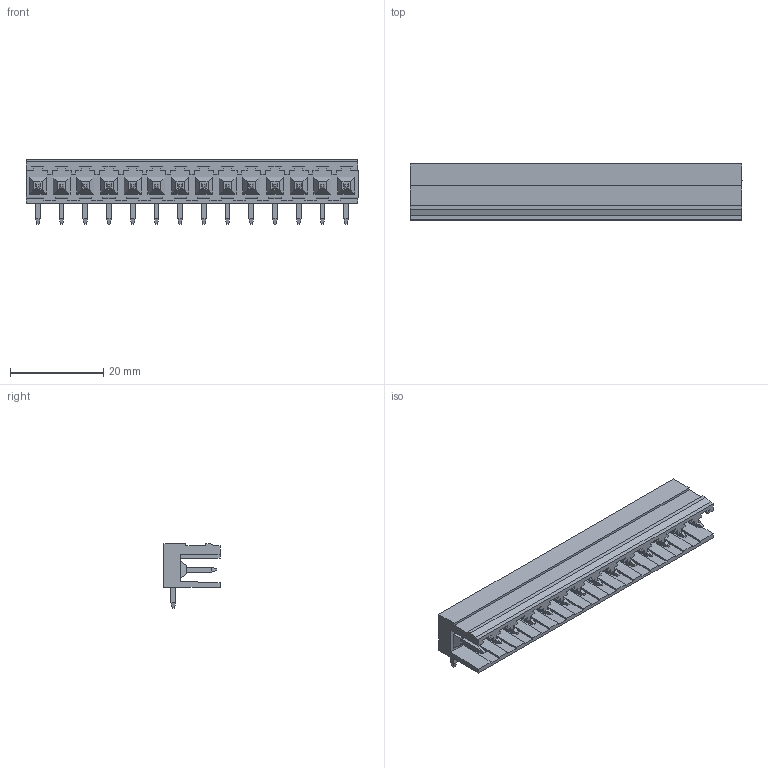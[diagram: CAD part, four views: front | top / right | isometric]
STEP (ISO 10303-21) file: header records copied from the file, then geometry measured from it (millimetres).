
FILE_DESCRIPTION(('CATIA V5 STEP Exchange','CAx-IF Rec.Pracs.--- Model Styling and Organization---1.4--- 2014-01-23'),'2;1');
FILE_NAME ('D1486225_0_1348060000_1348060000.stp','2021-05-11T12:39:42+00:00',('none'),('Weidmueller'),'CATIA Version 5-6 Release 2016 SP3 HF44','CATIA V5 STEP AP214','none');
FILE_SCHEMA(('AUTOMOTIVE_DESIGN { 1 0 10303 214 1 1 1 1 }'));
Length unit declared in the file: millimetre
Products named in the file (1): 1348060000
Bounding box: 71.12 x 12 x 13.9 mm (x, y, z)
Volume: 3009.1 mm3; surface area: 6547.4 mm2
Topology: 15 solids, 15 shells, 698 faces, 1926 edges, 1272 vertices
Faces by surface type: plane 642, cylinder 56
Entity records: 21409 total; most frequent: ORIENTED_EDGE 3852, CARTESIAN_POINT 3682, DIRECTION 2892, EDGE_CURVE 1926, VECTOR 1814, LINE 1814, VERTEX_POINT 1272, EDGE_LOOP 740
